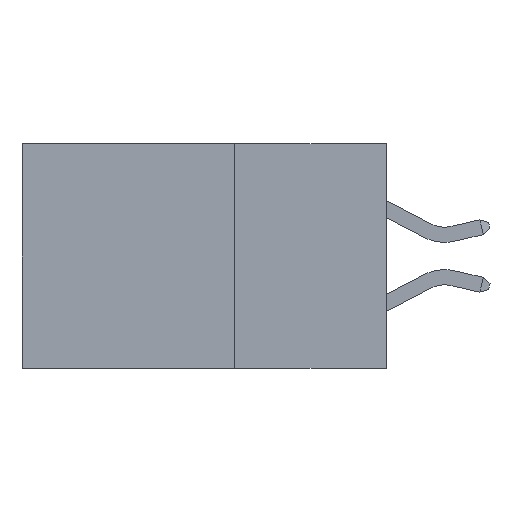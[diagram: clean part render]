
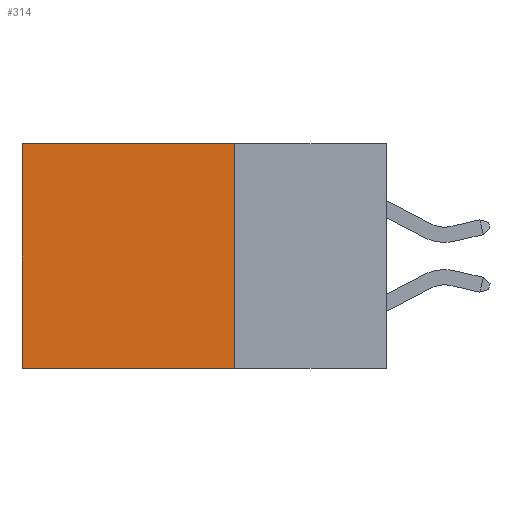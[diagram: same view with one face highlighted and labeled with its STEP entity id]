
A CAD part, left-side view. The second image highlights one B-rep face of the part: STEP entity #314.
In plain terms, the highlighted planar face has unit normal (-1, 0, 0).
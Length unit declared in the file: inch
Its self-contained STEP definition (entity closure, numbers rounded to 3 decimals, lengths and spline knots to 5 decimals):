
#314 = ADVANCED_FACE ( 'NONE', ( #7964 ), #3505, .F. ) ;
#477 = CARTESIAN_POINT ( 'NONE',  ( 0.2615, 0.25, -0.37 ) ) ;
#723 = CARTESIAN_POINT ( 'NONE',  ( 0.2615, 0.25, 0. ) ) ;
#1522 = VERTEX_POINT ( 'NONE', #5576 ) ;
#2530 = ORIENTED_EDGE ( 'NONE', *, *, #6816, .F. ) ;
#2688 = CARTESIAN_POINT ( 'NONE',  ( 0.2615, 0.25, 0. ) ) ;
#3287 = DIRECTION ( 'NONE',  ( 0., 1., 0. ) ) ;
#3505 = PLANE ( 'NONE',  #8372 ) ;
#3669 = ORIENTED_EDGE ( 'NONE', *, *, #5282, .F. ) ;
#3817 = VERTEX_POINT ( 'NONE', #2688 ) ;
#4003 = DIRECTION ( 'NONE',  ( 0., 0., -1. ) ) ;
#4365 = DIRECTION ( 'NONE',  ( 1., 0., 0. ) ) ;
#4378 = CARTESIAN_POINT ( 'NONE',  ( 0.2615, 0.6, -0.37 ) ) ;
#4398 = CARTESIAN_POINT ( 'NONE',  ( 0.2615, 0.25, -0.37 ) ) ;
#4595 = LINE ( 'NONE', #7219, #7879 ) ;
#4752 = LINE ( 'NONE', #723, #10827 ) ;
#5115 = ORIENTED_EDGE ( 'NONE', *, *, #13016, .T. ) ;
#5282 = EDGE_CURVE ( 'NONE', #1522, #12667, #9457, .T. ) ;
#5576 = CARTESIAN_POINT ( 'NONE',  ( 0.2615, 0.25, -0.37 ) ) ;
#5977 = DIRECTION ( 'NONE',  ( 0., 1., 0. ) ) ;
#6197 = DIRECTION ( 'NONE',  ( 0., 0., -1. ) ) ;
#6510 = EDGE_CURVE ( 'NONE', #12392, #12667, #11246, .T. ) ;
#6816 = EDGE_CURVE ( 'NONE', #3817, #1522, #4595, .T. ) ;
#7219 = CARTESIAN_POINT ( 'NONE',  ( 0.2615, 0.25, -0.37 ) ) ;
#7585 = CARTESIAN_POINT ( 'NONE',  ( 0.2615, 0.6, -0.37 ) ) ;
#7879 = VECTOR ( 'NONE', #8759, 39.37008 ) ;
#7964 = FACE_OUTER_BOUND ( 'NONE', #10948, .T. ) ;
#8372 = AXIS2_PLACEMENT_3D ( 'NONE', #477, #4365, #4003 ) ;
#8759 = DIRECTION ( 'NONE',  ( 0., 0., -1. ) ) ;
#9457 = LINE ( 'NONE', #4398, #9832 ) ;
#9832 = VECTOR ( 'NONE', #5977, 39.37008 ) ;
#10827 = VECTOR ( 'NONE', #3287, 39.37008 ) ;
#10881 = VECTOR ( 'NONE', #6197, 39.37008 ) ;
#10948 = EDGE_LOOP ( 'NONE', ( #11355, #3669, #2530, #5115 ) ) ;
#11246 = LINE ( 'NONE', #4378, #10881 ) ;
#11355 = ORIENTED_EDGE ( 'NONE', *, *, #6510, .T. ) ;
#12392 = VERTEX_POINT ( 'NONE', #13078 ) ;
#12667 = VERTEX_POINT ( 'NONE', #7585 ) ;
#13016 = EDGE_CURVE ( 'NONE', #3817, #12392, #4752, .T. ) ;
#13078 = CARTESIAN_POINT ( 'NONE',  ( 0.2615, 0.6, 0. ) ) ;
